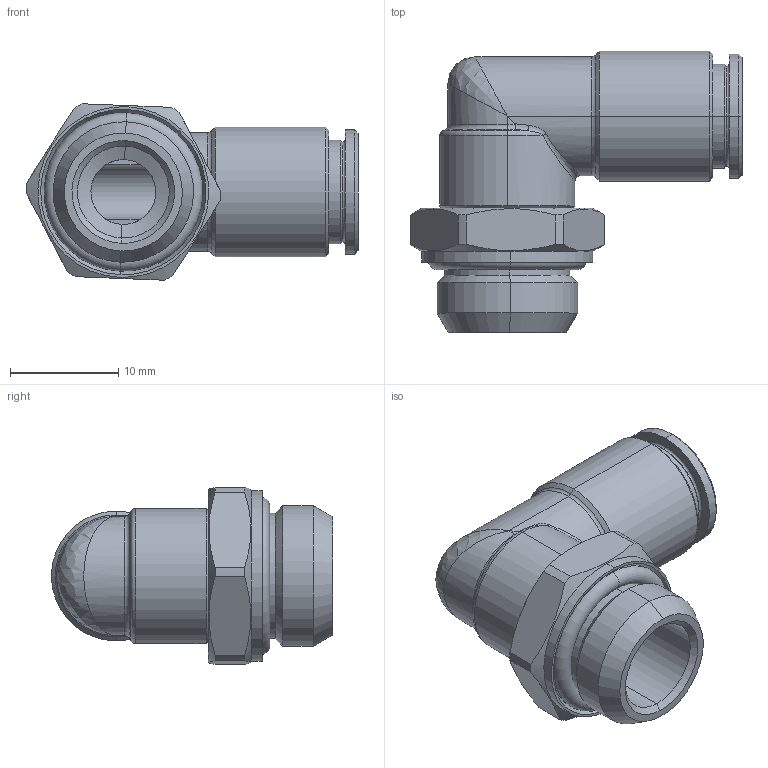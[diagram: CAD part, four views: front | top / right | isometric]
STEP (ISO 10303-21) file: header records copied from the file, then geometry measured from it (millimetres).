
FILE_DESCRIPTION (( 'STEP AP203' ), '1' );
FILE_NAME ('X0060032.STEP', '2010-09-24T14:19:39', ( '' ), ( 'sopra-pneumatic' ), 'SwSTEP 2.0', 'SolidWorks 2009', '' );
FILE_SCHEMA (( 'CONFIG_CONTROL_DESIGN' ));
Length unit declared in the file: millimetre
Products named in the file (1): X0060032
Bounding box: 30.7 x 26 x 16.32 mm (x, y, z)
Volume: 3625.3 mm3; surface area: 3188.7 mm2
Topology: 2 solids, 2 shells, 107 faces, 236 edges, 135 vertices
Faces by surface type: cylinder 35, cone 31, torus 18, plane 17, bspline 6
Entity records: 4389 total; most frequent: CARTESIAN_POINT 1970, DIRECTION 526, ORIENTED_EDGE 468, EDGE_CURVE 234, AXIS2_PLACEMENT_3D 227, VERTEX_POINT 135, CIRCLE 125, EDGE_LOOP 115
